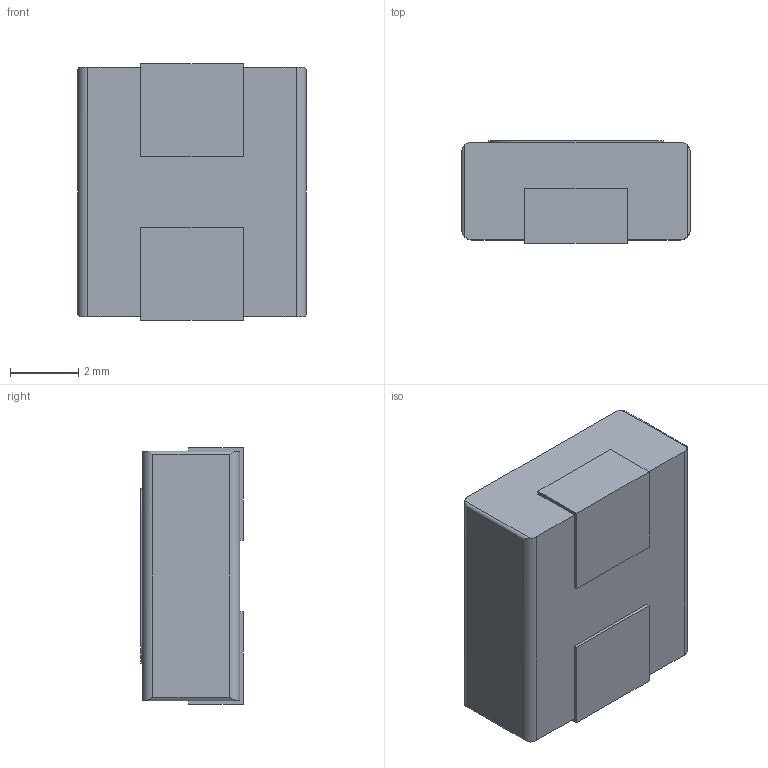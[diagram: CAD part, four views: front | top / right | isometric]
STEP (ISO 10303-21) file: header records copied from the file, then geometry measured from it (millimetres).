
FILE_DESCRIPTION (( 'STEP AP214' ), '1' );
FILE_NAME ('Coilcraft-SLC7530S-DEFAULT.STEP', '2010-12-02T07:18:11', ( 'SysAdmin' ), ( 'SolidWorks' ), 'SwSTEP 2.0', 'SolidWorks 2011', '' );
FILE_SCHEMA (( 'AUTOMOTIVE_DESIGN' ));
Length unit declared in the file: millimetre
Products named in the file (1): Coilcraft-SLC7530S-DEFAULT
Bounding box: 6.7 x 3 x 7.5 mm (x, y, z)
Volume: 142.6 mm3; surface area: 178.8 mm2
Topology: 1 solids, 1 shells, 257 faces, 729 edges, 486 vertices
Faces by surface type: bspline 173, plane 72, cylinder 12
Entity records: 12094 total; most frequent: CARTESIAN_POINT 3754, ORIENTED_EDGE 1458, EDGE_CURVE 729, DIRECTION 561, VERTEX_POINT 486, VECTOR 359, LINE 359, B_SPLINE_CURVE_WITH_KNOTS 354
